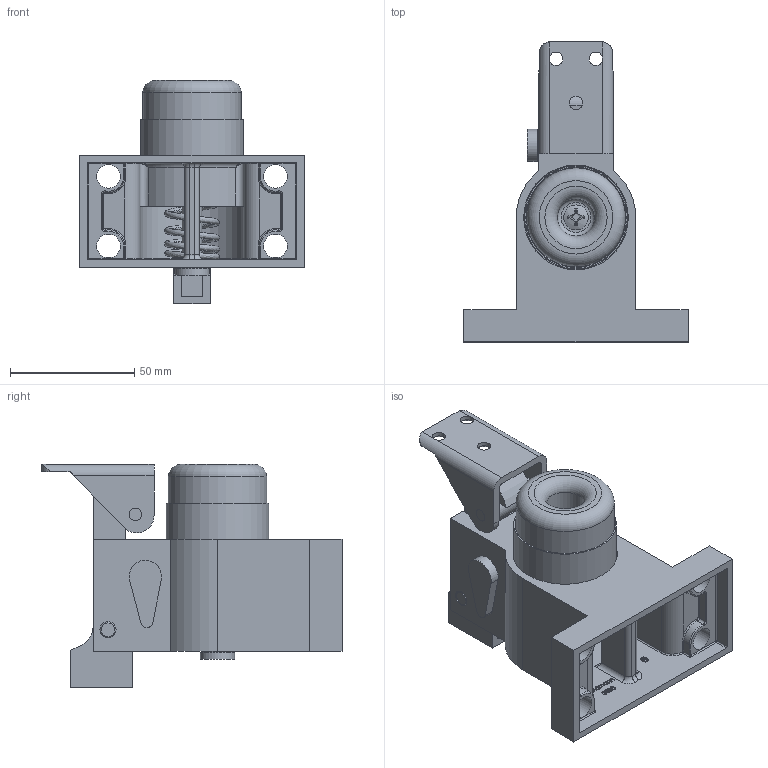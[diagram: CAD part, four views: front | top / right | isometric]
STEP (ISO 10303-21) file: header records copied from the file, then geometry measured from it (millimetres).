
FILE_DESCRIPTION (( 'STEP AP203' ), '1' );
FILE_NAME ('3838.STEP', '2021-11-16T09:38:43', ( '' ), ( '' ), 'SwSTEP 2.0', 'SolidWorks 2018', '' );
FILE_SCHEMA (( 'CONFIG_CONTROL_DESIGN' ));
Length unit declared in the file: millimetre
Products named in the file (30): 3838 Teil2; DIN 912 Konfig_DIN 912 M3x10; 3838 Teil1; 3838 Teil7_3838 Teil7; 3838 Teil4; 3838 Teil7; 3838 Teil6_3838 Teil6; 3838 Teil2_3838 Teil2; 3838 Teil8_3838 Teil8; DIN 912 Konfig; 3838 Teil5_3838 Teil5; 3838 Teil6; 3838 Teil8; 3838 Teil12_3838 Teil12; 3838 Teil9; 3838 Teil11; DIN 7045; 3838 Teil10; 3838; 3838 Teil12; 3838 Teil11_3838 Teil11; 3838 Teil9_3838 Teil9; 3838 Teil10_3838 Teil10; 3838 Teil5; DIN 7045_DIN 7045 M5x25; 3838 Teil1_3838 Teil1; 3838 Teil3_3838 Teil3; 3838 Teil3; 3838 Teil4_3838 Teil4
Assembly tree (16 placements, depth 2):
  3838 Teil2
  3838 Teil1
  3838 Teil4
  3838 Teil7
  3838 Teil6
Bounding box: 90 x 120.5 x 89.6 mm (x, y, z)
Volume: 138146 mm3; surface area: 79754.6 mm2
Topology: 15 solids, 15 shells, 553 faces, 1393 edges, 894 vertices
Faces by surface type: plane 239, bspline 137, cylinder 116, torus 40, cone 12, sphere 9
Full cylindrical faces by diameter (mm): 2.6 x1, 3 x2, 4.2 x1, 5 x5, 5.2 x1, 5.4 x3, 5.5 x1, 5.6 x1, 5.8 x1, 6 x1, 6.2 x1, 6.5 x7, 8 x1, 9 x1, 9.5 x4, 10 x2, 12 x2, 13.8 x1, 15 x1, 35 x1, 39.5 x1, 40.25 x1, 41.25 x1, 42 x1
Entity records: 27948 total; most frequent: CARTESIAN_POINT 12905, ORIENTED_EDGE 2620, DIRECTION 2213, EDGE_CURVE 1310, VERTEX_POINT 875, AXIS2_PLACEMENT_3D 753, VECTOR 707, LINE 707
